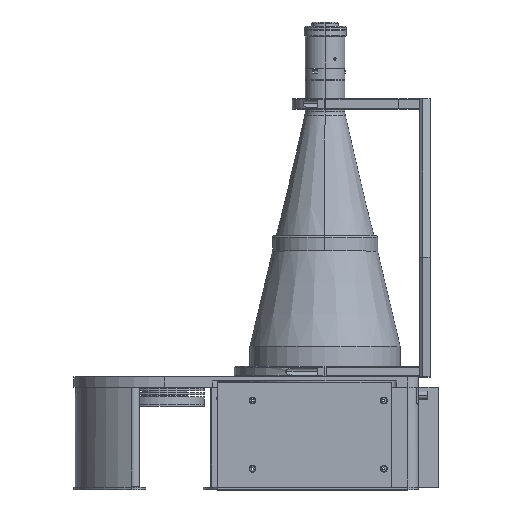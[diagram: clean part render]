
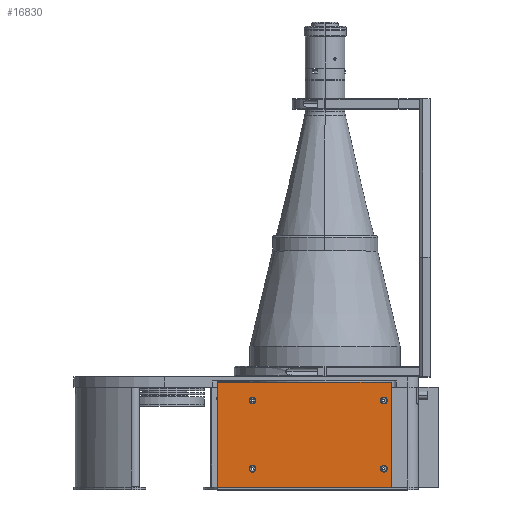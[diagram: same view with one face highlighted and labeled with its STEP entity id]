
A CAD part, top view. The second image highlights one B-rep face of the part: STEP entity #16830.
In plain terms, the highlighted planar face has unit normal (0, 0, 1).
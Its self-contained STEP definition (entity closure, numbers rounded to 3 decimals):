
#19 = DIRECTION ( 'NONE',  ( -1., 0., 0. ) ) ;
#342 = DIRECTION ( 'NONE',  ( 0., 0., 1. ) ) ;
#368 = VECTOR ( 'NONE', #25590, 1000. ) ;
#2323 = DIRECTION ( 'NONE',  ( 0., 1., 0. ) ) ;
#2448 = CARTESIAN_POINT ( 'NONE',  ( -142.489, -165.019, 89.524 ) ) ;
#2462 = CARTESIAN_POINT ( 'NONE',  ( -17.312, -165.019, 89.524 ) ) ;
#2725 = VERTEX_POINT ( 'NONE', #22318 ) ;
#2904 = CARTESIAN_POINT ( 'NONE',  ( -17.312, -100.019, 89.524 ) ) ;
#2948 = FACE_BOUND ( 'NONE', #18445, .T. ) ;
#3652 = CIRCLE ( 'NONE', #10617, 3.25 ) ;
#4719 = ORIENTED_EDGE ( 'NONE', *, *, #15843, .F. ) ;
#5288 = EDGE_CURVE ( 'NONE', #29043, #34755, #12825, .T. ) ;
#5357 = EDGE_LOOP ( 'NONE', ( #8938, #18187 ) ) ;
#5691 = ORIENTED_EDGE ( 'NONE', *, *, #33165, .T. ) ;
#6502 = EDGE_CURVE ( 'NONE', #30828, #2725, #30936, .T. ) ;
#6586 = CARTESIAN_POINT ( 'NONE',  ( -17.312, -161.769, 89.524 ) ) ;
#6673 = LINE ( 'NONE', #9222, #368 ) ;
#6783 = CARTESIAN_POINT ( 'NONE',  ( -17.312, -96.769, 89.524 ) ) ;
#7063 = DIRECTION ( 'NONE',  ( 0., 1., 0. ) ) ;
#7096 = ORIENTED_EDGE ( 'NONE', *, *, #25889, .F. ) ;
#7254 = AXIS2_PLACEMENT_3D ( 'NONE', #2904, #342, #8703 ) ;
#7464 = EDGE_LOOP ( 'NONE', ( #33114, #4719 ) ) ;
#7980 = CARTESIAN_POINT ( 'NONE',  ( -175.489, -82.519, 89.524 ) ) ;
#8482 = CARTESIAN_POINT ( 'NONE',  ( -142.489, -161.769, 89.524 ) ) ;
#8703 = DIRECTION ( 'NONE',  ( 0., 1., 0. ) ) ;
#8753 = EDGE_CURVE ( 'NONE', #30114, #14736, #22903, .T. ) ;
#8822 = CARTESIAN_POINT ( 'NONE',  ( -175.489, -82.519, 89.524 ) ) ;
#8938 = ORIENTED_EDGE ( 'NONE', *, *, #5288, .F. ) ;
#9222 = CARTESIAN_POINT ( 'NONE',  ( -10.489, -82.519, 89.524 ) ) ;
#9467 = CARTESIAN_POINT ( 'NONE',  ( -175.489, -182.519, 89.524 ) ) ;
#9592 = VERTEX_POINT ( 'NONE', #23299 ) ;
#9815 = LINE ( 'NONE', #26360, #34037 ) ;
#9938 = EDGE_CURVE ( 'NONE', #2725, #30828, #3652, .T. ) ;
#10135 = ORIENTED_EDGE ( 'NONE', *, *, #15770, .F. ) ;
#10617 = AXIS2_PLACEMENT_3D ( 'NONE', #25973, #10637, #7063 ) ;
#10637 = DIRECTION ( 'NONE',  ( 0., 0., 1. ) ) ;
#10668 = DIRECTION ( 'NONE',  ( 0., 1., 0. ) ) ;
#10762 = CARTESIAN_POINT ( 'NONE',  ( -175.489, -82.519, 89.524 ) ) ;
#10811 = DIRECTION ( 'NONE',  ( 0., 0., 1. ) ) ;
#10856 = CARTESIAN_POINT ( 'NONE',  ( -17.312, -100.019, 89.524 ) ) ;
#11629 = VERTEX_POINT ( 'NONE', #9467 ) ;
#11867 = ORIENTED_EDGE ( 'NONE', *, *, #8753, .F. ) ;
#12665 = CARTESIAN_POINT ( 'NONE',  ( -17.312, -165.019, 89.524 ) ) ;
#12825 = CIRCLE ( 'NONE', #24453, 3.25 ) ;
#13819 = CIRCLE ( 'NONE', #29531, 3.25 ) ;
#13984 = DIRECTION ( 'NONE',  ( 0., 0., 1. ) ) ;
#14233 = DIRECTION ( 'NONE',  ( 0., 0., 1. ) ) ;
#14736 = VERTEX_POINT ( 'NONE', #6783 ) ;
#15770 = EDGE_CURVE ( 'NONE', #32509, #22216, #6673, .T. ) ;
#15843 = EDGE_CURVE ( 'NONE', #20906, #31573, #25353, .T. ) ;
#16591 = CARTESIAN_POINT ( 'NONE',  ( -142.489, -165.019, 89.524 ) ) ;
#16810 = DIRECTION ( 'NONE',  ( 0., 0., 1. ) ) ;
#16830 = ADVANCED_FACE ( 'NONE', ( #2948, #35669, #30034, #19437, #24945 ), #19254, .T. ) ;
#18187 = ORIENTED_EDGE ( 'NONE', *, *, #19123, .F. ) ;
#18445 = EDGE_LOOP ( 'NONE', ( #33160, #35750 ) ) ;
#18542 = CARTESIAN_POINT ( 'NONE',  ( -17.312, -168.269, 89.524 ) ) ;
#18548 = CIRCLE ( 'NONE', #26137, 3.25 ) ;
#19017 = DIRECTION ( 'NONE',  ( -1., 0., 0. ) ) ;
#19123 = EDGE_CURVE ( 'NONE', #34755, #29043, #18548, .T. ) ;
#19254 = PLANE ( 'NONE',  #20801 ) ;
#19437 = FACE_BOUND ( 'NONE', #7464, .T. ) ;
#19723 = AXIS2_PLACEMENT_3D ( 'NONE', #2462, #24643, #22938 ) ;
#20309 = CARTESIAN_POINT ( 'NONE',  ( -10.489, -182.519, 89.524 ) ) ;
#20801 = AXIS2_PLACEMENT_3D ( 'NONE', #10762, #13984, #19 ) ;
#20906 = VERTEX_POINT ( 'NONE', #18542 ) ;
#20920 = CIRCLE ( 'NONE', #19723, 3.25 ) ;
#21631 = EDGE_CURVE ( 'NONE', #31573, #20906, #20920, .T. ) ;
#22216 = VERTEX_POINT ( 'NONE', #20309 ) ;
#22318 = CARTESIAN_POINT ( 'NONE',  ( -142.489, -96.769, 89.524 ) ) ;
#22903 = CIRCLE ( 'NONE', #7254, 3.25 ) ;
#22938 = DIRECTION ( 'NONE',  ( 0., 1., 0. ) ) ;
#23124 = VECTOR ( 'NONE', #19017, 1000. ) ;
#23299 = CARTESIAN_POINT ( 'NONE',  ( -175.489, -82.519, 89.524 ) ) ;
#24453 = AXIS2_PLACEMENT_3D ( 'NONE', #2448, #10811, #24628 ) ;
#24547 = ORIENTED_EDGE ( 'NONE', *, *, #28918, .F. ) ;
#24628 = DIRECTION ( 'NONE',  ( 0., 1., 0. ) ) ;
#24643 = DIRECTION ( 'NONE',  ( 0., 0., 1. ) ) ;
#24786 = EDGE_CURVE ( 'NONE', #9592, #11629, #33731, .T. ) ;
#24945 = FACE_OUTER_BOUND ( 'NONE', #29306, .T. ) ;
#25353 = CIRCLE ( 'NONE', #26521, 3.25 ) ;
#25590 = DIRECTION ( 'NONE',  ( 0., -1., 0. ) ) ;
#25889 = EDGE_CURVE ( 'NONE', #22216, #11629, #9815, .T. ) ;
#25973 = CARTESIAN_POINT ( 'NONE',  ( -142.489, -100.019, 89.524 ) ) ;
#26137 = AXIS2_PLACEMENT_3D ( 'NONE', #16591, #14233, #33717 ) ;
#26360 = CARTESIAN_POINT ( 'NONE',  ( -175.489, -182.519, 89.524 ) ) ;
#26436 = CARTESIAN_POINT ( 'NONE',  ( -10.489, -82.519, 89.524 ) ) ;
#26521 = AXIS2_PLACEMENT_3D ( 'NONE', #12665, #26861, #10668 ) ;
#26861 = DIRECTION ( 'NONE',  ( 0., 0., 1. ) ) ;
#27142 = CARTESIAN_POINT ( 'NONE',  ( -17.312, -103.269, 89.524 ) ) ;
#28918 = EDGE_CURVE ( 'NONE', #14736, #30114, #13819, .T. ) ;
#29043 = VERTEX_POINT ( 'NONE', #8482 ) ;
#29186 = AXIS2_PLACEMENT_3D ( 'NONE', #33401, #16810, #30486 ) ;
#29270 = VECTOR ( 'NONE', #31001, 1000. ) ;
#29306 = EDGE_LOOP ( 'NONE', ( #33790, #7096, #10135, #5691 ) ) ;
#29531 = AXIS2_PLACEMENT_3D ( 'NONE', #10856, #30480, #2323 ) ;
#29967 = CARTESIAN_POINT ( 'NONE',  ( -142.489, -168.269, 89.524 ) ) ;
#30034 = FACE_BOUND ( 'NONE', #32094, .T. ) ;
#30114 = VERTEX_POINT ( 'NONE', #27142 ) ;
#30480 = DIRECTION ( 'NONE',  ( 0., 0., 1. ) ) ;
#30486 = DIRECTION ( 'NONE',  ( 0., 1., 0. ) ) ;
#30828 = VERTEX_POINT ( 'NONE', #35217 ) ;
#30936 = CIRCLE ( 'NONE', #29186, 3.25 ) ;
#31001 = DIRECTION ( 'NONE',  ( 0., -1., 0. ) ) ;
#31573 = VERTEX_POINT ( 'NONE', #6586 ) ;
#32094 = EDGE_LOOP ( 'NONE', ( #24547, #11867 ) ) ;
#32179 = DIRECTION ( 'NONE',  ( -1., 0., 0. ) ) ;
#32509 = VERTEX_POINT ( 'NONE', #26436 ) ;
#32542 = LINE ( 'NONE', #7980, #23124 ) ;
#33114 = ORIENTED_EDGE ( 'NONE', *, *, #21631, .F. ) ;
#33160 = ORIENTED_EDGE ( 'NONE', *, *, #9938, .F. ) ;
#33165 = EDGE_CURVE ( 'NONE', #32509, #9592, #32542, .T. ) ;
#33401 = CARTESIAN_POINT ( 'NONE',  ( -142.489, -100.019, 89.524 ) ) ;
#33717 = DIRECTION ( 'NONE',  ( 0., 1., 0. ) ) ;
#33731 = LINE ( 'NONE', #8822, #29270 ) ;
#33790 = ORIENTED_EDGE ( 'NONE', *, *, #24786, .T. ) ;
#34037 = VECTOR ( 'NONE', #32179, 1000. ) ;
#34755 = VERTEX_POINT ( 'NONE', #29967 ) ;
#35217 = CARTESIAN_POINT ( 'NONE',  ( -142.489, -103.269, 89.524 ) ) ;
#35669 = FACE_BOUND ( 'NONE', #5357, .T. ) ;
#35750 = ORIENTED_EDGE ( 'NONE', *, *, #6502, .F. ) ;
